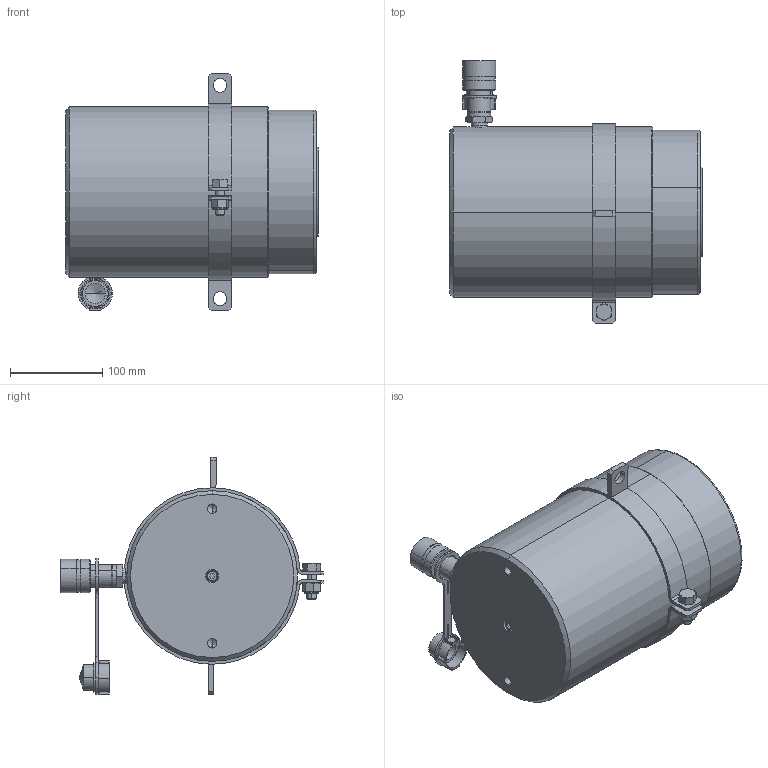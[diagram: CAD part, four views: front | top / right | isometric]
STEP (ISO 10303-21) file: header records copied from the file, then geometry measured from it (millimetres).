
FILE_DESCRIPTION (( 'STEP AP214' ), '1' );
FILE_NAME ('HSS1006.STEP', '2017-04-10T10:34:35', ( '' ), ( '' ), 'SwSTEP 2.0', 'SolidWorks 2017', '' );
FILE_SCHEMA (( 'AUTOMOTIVE_DESIGN' ));
Length unit declared in the file: millimetre
Products named in the file (20): A1 WIPER_SEC114XE004; PISTON TEE SEAL_SEC140GA001; HA100; SOCKET CAP HEAD SCREWS_BLC006JD016; SOCKET CAP HEAD SCREWS_BLC006JD065; SOCKET CAP HEAD SCREWS_BLC006JC050; SIC035ED001; SPC067UP001; CF1; PPC1; SRC114WN003; PRC140BL001; CBC140SG003; FFC004RC001; HSS1006; NUC010LC000; FLC178LA003_Default<As Machined>; HEX HEAD BOLT_BLC010LB030; PTP###T####_PTP175TP100; WAC006EB000
Assembly tree (22 placements, depth 2):
  HSS1006
    CBC140SG003
    PRC140BL001
    SRC114WN003
    PPC1
    CF1
    SPC067UP001
    SIC035ED001  x2
    SOCKET CAP HEAD SCREWS_BLC006JC050
    SOCKET CAP HEAD SCREWS_BLC006JD065
    SOCKET CAP HEAD SCREWS_BLC006JD016  x2
    HA100
    PISTON TEE SEAL_SEC140GA001
    A1 WIPER_SEC114XE004
    WAC006EB000  x2
    PTP###T####_PTP175TP100
    HEX HEAD BOLT_BLC010LB030
    FLC178LA003_Default<As Machined>
    NUC010LC000
    FFC004RC001
Bounding box: 274 x 284.86 x 257.36 mm (x, y, z)
Volume: 5955743.5 mm3; surface area: 840040.3 mm2
Topology: 24 solids, 24 shells, 613 faces, 1369 edges, 849 vertices
Faces by surface type: cylinder 235, plane 198, cone 134, torus 40, bspline 6
Entity records: 26272 total; most frequent: CARTESIAN_POINT 11581, DIRECTION 2975, ORIENTED_EDGE 2536, EDGE_CURVE 1268, AXIS2_PLACEMENT_3D 1230, VERTEX_POINT 795, EDGE_LOOP 677, CIRCLE 636
